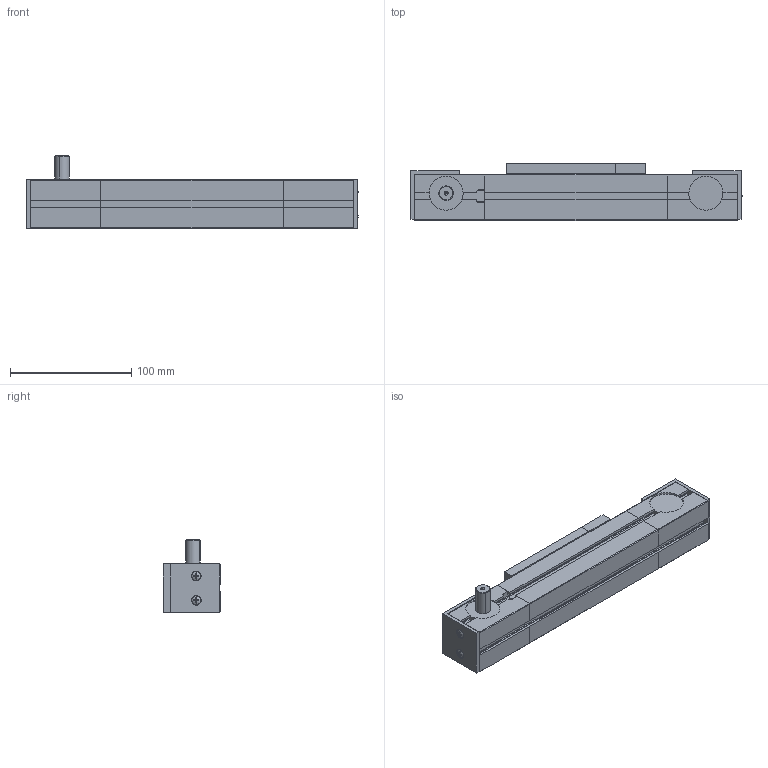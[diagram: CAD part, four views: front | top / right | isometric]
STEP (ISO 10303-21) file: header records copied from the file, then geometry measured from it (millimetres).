
FILE_DESCRIPTION (( 'STEP AP214' ), '1' );
FILE_NAME ('AZ1010.STEP', '2019-11-07T10:28:50', ( '' ), ( '' ), 'SwSTEP 2.0', 'SolidWorks 2019', '' );
FILE_SCHEMA (( 'AUTOMOTIVE_DESIGN' ));
Length unit declared in the file: millimetre
Products named in the file (1): AZ1010
Bounding box: 273.53 x 47 x 60 mm (x, y, z)
Volume: 426461.9 mm3; surface area: 93951.5 mm2
Topology: 12 solids, 20 shells, 498 faces, 1328 edges, 873 vertices
Faces by surface type: plane 376, cylinder 100, bspline 16, cone 6
Entity records: 21297 total; most frequent: CARTESIAN_POINT 3334, ORIENTED_EDGE 2652, DIRECTION 2448, EDGE_CURVE 1326, LINE 906, VECTOR 906, VERTEX_POINT 873, AXIS2_PLACEMENT_3D 771
